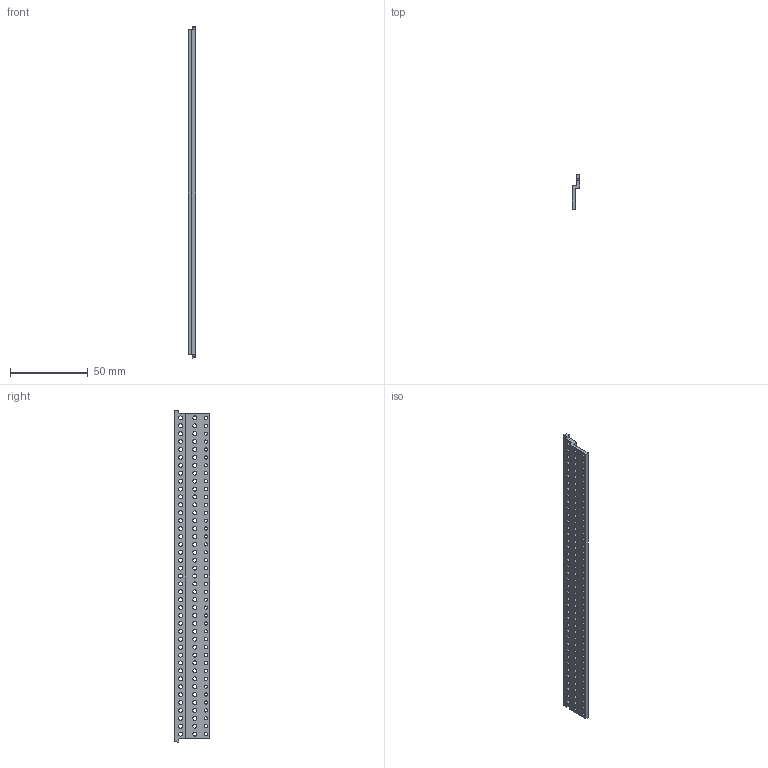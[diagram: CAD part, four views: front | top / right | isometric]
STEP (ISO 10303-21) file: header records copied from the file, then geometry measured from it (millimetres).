
FILE_DESCRIPTION(/* description */ (''),/* implementation_level */ '2;1');
FILE_NAME(/* name */ '86540210_ZS M 00040.stp',/* time_stamp */ '2014-09-03T15:12:32+02:00',/* author */ ('kotzmaier'),/* organization */ ('Fa. Bopla'),/* preprocessor_version */ 'ST-DEVELOPER v15.2',/* originating_system */ 'Autodesk Inventor 2014',/* authorisation */ '');
FILE_SCHEMA (('AUTOMOTIVE_DESIGN { 1 0 10303 214 3 1 1 }'));
Length unit declared in the file: millimetre
Products named in the file (1): ZS_M_00042_3DSYM
Bounding box: 5.1 x 22.6 x 213.36 mm (x, y, z)
Volume: 10113 mm3; surface area: 12595.9 mm2
Topology: 1 solids, 1 shells, 139 faces, 657 edges, 520 vertices
Faces by surface type: cylinder 125, plane 14
Full cylindrical faces by diameter (mm): 2.1 x41, 2.6 x82
Entity records: 7768 total; most frequent: DIRECTION 1433, CARTESIAN_POINT 1317, ORIENTED_EDGE 1314, EDGE_CURVE 657, AXIS2_PLACEMENT_3D 636, VERTEX_POINT 520, CIRCLE 496, EDGE_LOOP 385
